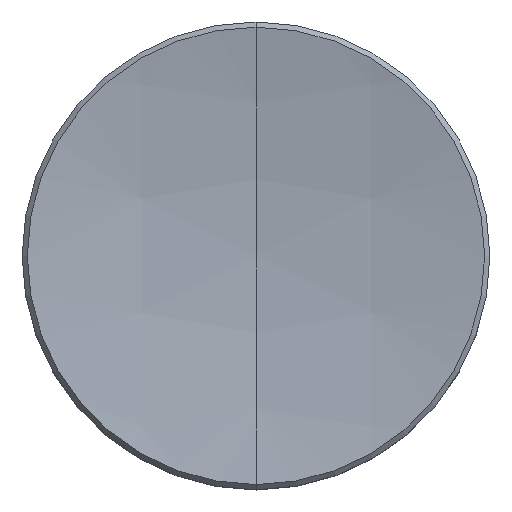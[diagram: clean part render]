
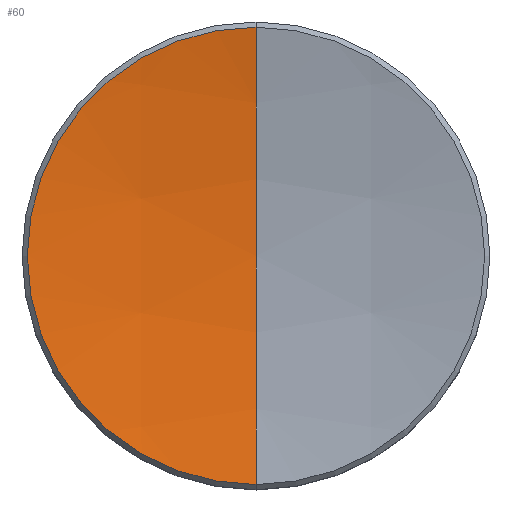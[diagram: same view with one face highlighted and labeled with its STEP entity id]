
A CAD part, top view. The second image highlights one B-rep face of the part: STEP entity #60.
In plain terms, the highlighted spherical face has radius 34.5 mm.
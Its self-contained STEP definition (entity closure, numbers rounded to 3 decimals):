
#3 = EDGE_CURVE ( 'NONE', #64, #141, #68, .T. ) ;
#4 = ORIENTED_EDGE ( 'NONE', *, *, #3, .F. ) ;
#19 = ORIENTED_EDGE ( 'NONE', *, *, #103, .F. ) ;
#20 = EDGE_LOOP ( 'NONE', ( #19, #26, #4 ) ) ;
#26 = ORIENTED_EDGE ( 'NONE', *, *, #28, .T. ) ;
#28 = EDGE_CURVE ( 'NONE', #41, #141, #207, .T. ) ;
#41 = VERTEX_POINT ( 'NONE', #228 ) ;
#60 = ADVANCED_FACE ( 'NONE', ( #276 ), #300, .F. ) ;
#64 = VERTEX_POINT ( 'NONE', #243 ) ;
#66 = CARTESIAN_POINT ( 'NONE',  ( 0., 0., 36.25 ) ) ;
#68 = CIRCLE ( 'NONE', #79, 34.5 ) ;
#79 = AXIS2_PLACEMENT_3D ( 'NONE', #66, #106, #105 ) ;
#103 = EDGE_CURVE ( 'NONE', #41, #64, #366, .T. ) ;
#105 = DIRECTION ( 'NONE',  ( 0., 0., 1. ) ) ;
#106 = DIRECTION ( 'NONE',  ( -1., 0., 0. ) ) ;
#141 = VERTEX_POINT ( 'NONE', #367 ) ;
#203 = DIRECTION ( 'NONE',  ( 0., 1., 0. ) ) ;
#204 = DIRECTION ( 'NONE',  ( 1., 0., 0. ) ) ;
#205 = CARTESIAN_POINT ( 'NONE',  ( 0., 0., 36.25 ) ) ;
#206 = AXIS2_PLACEMENT_3D ( 'NONE', #205, #204, #203 ) ;
#207 = CIRCLE ( 'NONE', #206, 34.5 ) ;
#228 = CARTESIAN_POINT ( 'NONE',  ( 0., -6.209, 2.313 ) ) ;
#243 = CARTESIAN_POINT ( 'NONE',  ( 0., 6.209, 2.313 ) ) ;
#248 = DIRECTION ( 'NONE',  ( 0., 1., 0. ) ) ;
#249 = DIRECTION ( 'NONE',  ( 1., 0., 0. ) ) ;
#250 = AXIS2_PLACEMENT_3D ( 'NONE', #299, #249, #248 ) ;
#276 = FACE_OUTER_BOUND ( 'NONE', #20, .T. ) ;
#299 = CARTESIAN_POINT ( 'NONE',  ( 0., 0., 36.25 ) ) ;
#300 = SPHERICAL_SURFACE ( 'NONE', #250, 34.5 ) ;
#363 = DIRECTION ( 'NONE',  ( 0., 1., 0. ) ) ;
#364 = DIRECTION ( 'NONE',  ( 0., 0., -1. ) ) ;
#365 = AXIS2_PLACEMENT_3D ( 'NONE', #368, #364, #363 ) ;
#366 = CIRCLE ( 'NONE', #365, 6.209 ) ;
#367 = CARTESIAN_POINT ( 'NONE',  ( 0., 0., 1.75 ) ) ;
#368 = CARTESIAN_POINT ( 'NONE',  ( 0., 0., 2.313 ) ) ;
